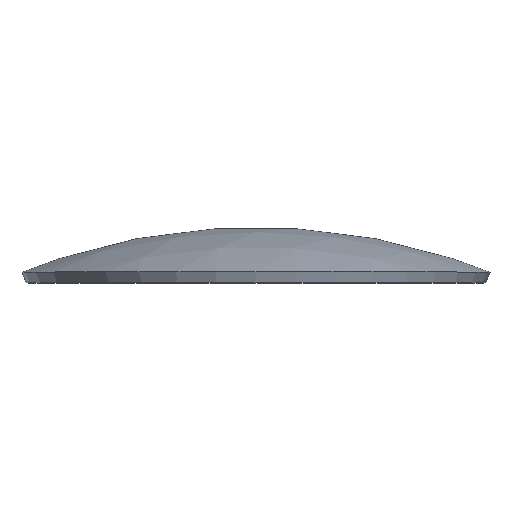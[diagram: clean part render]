
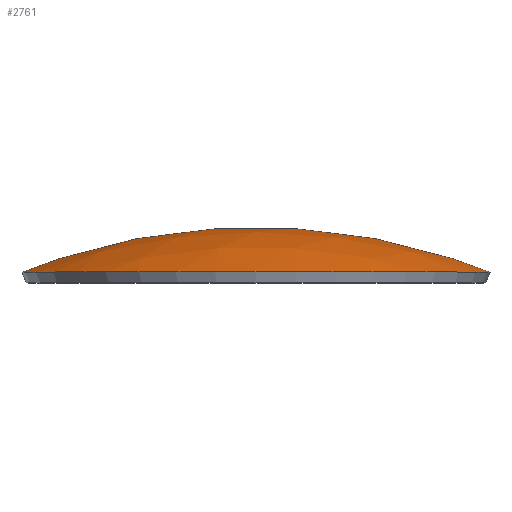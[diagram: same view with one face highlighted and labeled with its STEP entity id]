
A CAD part, top view. The second image highlights one B-rep face of the part: STEP entity #2761.
In plain terms, the highlighted spherical face has radius 136.606 mm.
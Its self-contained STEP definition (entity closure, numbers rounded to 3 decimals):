
#288 = AXIS2_PLACEMENT_3D ( 'NONE', #4263, #10443, #2474 ) ;
#391 = ORIENTED_EDGE ( 'NONE', *, *, #8678, .F. ) ;
#1305 = VERTEX_POINT ( 'NONE', #3600 ) ;
#1663 = CARTESIAN_POINT ( 'NONE',  ( 0., -124.606, 0. ) ) ;
#2474 = DIRECTION ( 'NONE',  ( 1., 0., 0. ) ) ;
#2761 = ADVANCED_FACE ( 'NONE', ( #7455 ), #5635, .T. ) ;
#3525 = CIRCLE ( 'NONE', #288, 50.5 ) ;
#3600 = CARTESIAN_POINT ( 'NONE',  ( 50.5, 2.323, 0. ) ) ;
#4263 = CARTESIAN_POINT ( 'NONE',  ( 0., 2.323, 0. ) ) ;
#5635 = SPHERICAL_SURFACE ( 'NONE', #6588, 136.606 ) ;
#6588 = AXIS2_PLACEMENT_3D ( 'NONE', #1663, #8610, #7871 ) ;
#7455 = FACE_OUTER_BOUND ( 'NONE', #10393, .T. ) ;
#7871 = DIRECTION ( 'NONE',  ( 1., 0., 0. ) ) ;
#8610 = DIRECTION ( 'NONE',  ( 0., 0., 1. ) ) ;
#8678 = EDGE_CURVE ( 'NONE', #1305, #1305, #3525, .T. ) ;
#10393 = EDGE_LOOP ( 'NONE', ( #391 ) ) ;
#10443 = DIRECTION ( 'NONE',  ( 0., -1., 0. ) ) ;
